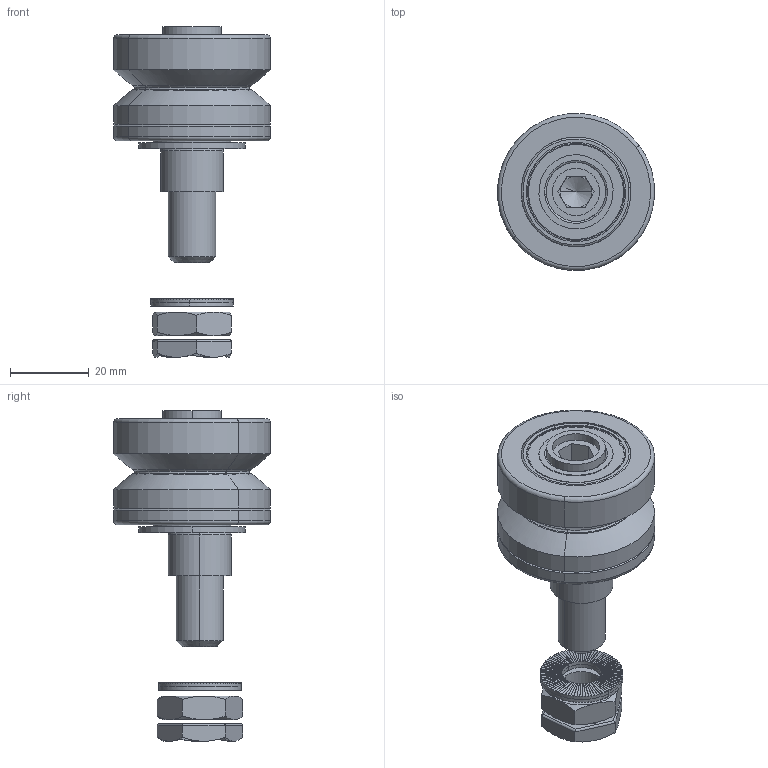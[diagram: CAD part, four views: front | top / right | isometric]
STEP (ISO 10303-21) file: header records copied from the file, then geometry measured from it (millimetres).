
FILE_DESCRIPTION (( 'STEP AP203' ), '1' );
FILE_NAME ('90097_FRE80-40.STEP', '2010-03-15T14:24:39', ( '*' ), ( '' ), 'SwSTEP 2.0', 'SolidWorks 2009', '' );
FILE_SCHEMA (( 'CONFIG_CONTROL_DESIGN' ));
Length unit declared in the file: millimetre
Products named in the file (10): 20396_Rillenkgl_6902-2RS; 100661_Distanzhülse_FR80-40_20380-4; DIN 439_M12 x 1.5_100040; 90097_FRE80-40; 100660_Bolzen_exz_FRE80-40_20380-3; 100020_Scheibenpaar NL12F; Imported; Imported1; 100658_Laufring_FR80-40_20380-1; 100003_DIN 7967_M12 x 1.5
Assembly tree (10 placements, depth 3):
  90097_FRE80-40
    20396_Rillenkgl_6902-2RS  x2
    100003_DIN 7967_M12 x 1.5
    100660_Bolzen_exz_FRE80-40_20380-3
    100658_Laufring_FR80-40_20380-1
    100020_Scheibenpaar NL12F
      Imported1
      Imported
    DIN 439_M12 x 1.5_100040
    100661_Distanzhülse_FR80-40_20380-4
Bounding box: 39.92 x 39.92 x 84.09 mm (x, y, z)
Volume: 45391.1 mm3; surface area: 32307.9 mm2
Topology: 29 solids, 31 shells, 851 faces, 2337 edges, 1507 vertices
Faces by surface type: plane 505, torus 148, cylinder 124, sphere 40, cone 34
Entity records: 26121 total; most frequent: CARTESIAN_POINT 7019, ORIENTED_EDGE 4218, DIRECTION 3387, EDGE_CURVE 2109, VERTEX_POINT 1373, AXIS2_PLACEMENT_3D 1257, VECTOR 873, LINE 873
